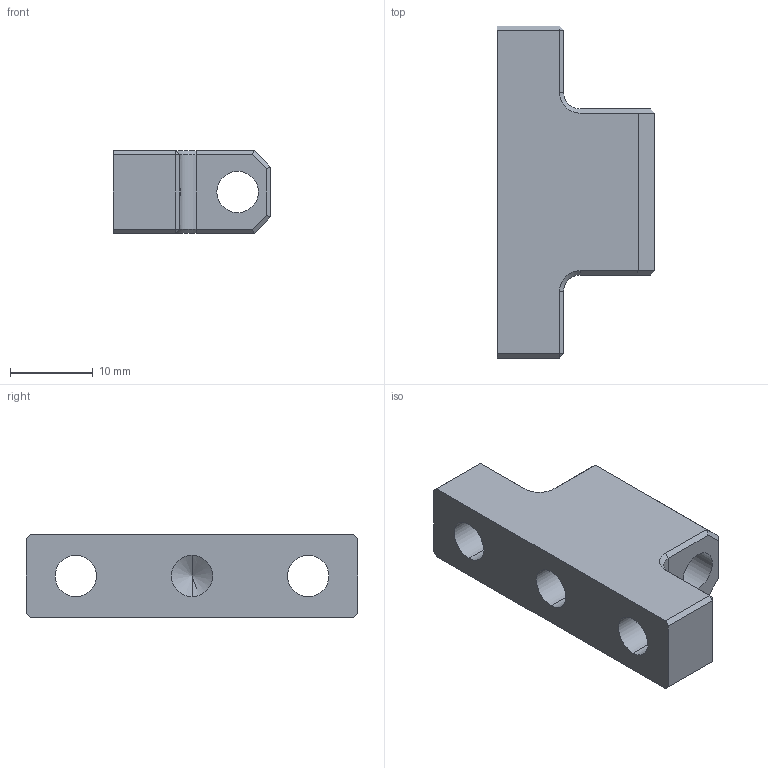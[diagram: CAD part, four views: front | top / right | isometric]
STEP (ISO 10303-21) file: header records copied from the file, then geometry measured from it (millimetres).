
FILE_DESCRIPTION (( 'STEP AP214' ), '1' );
FILE_NAME ('ALTI_USI_04-support goupille.STEP', '2020-04-30T15:56:52', ( '' ), ( '' ), 'SwSTEP 2.0', 'SolidWorks 2016', '' );
FILE_SCHEMA (( 'AUTOMOTIVE_DESIGN' ));
Length unit declared in the file: millimetre
Products named in the file (1): ALTI_USI_04-support goupille
Bounding box: 19 x 40 x 10 mm (x, y, z)
Volume: 4415.8 mm3; surface area: 2747.6 mm2
Topology: 1 solids, 1 shells, 52 faces, 126 edges, 73 vertices
Faces by surface type: plane 36, cylinder 10, cone 6
Entity records: 1588 total; most frequent: CARTESIAN_POINT 268, DIRECTION 254, ORIENTED_EDGE 248, EDGE_CURVE 124, VECTOR 96, LINE 96, AXIS2_PLACEMENT_3D 79, VERTEX_POINT 73
